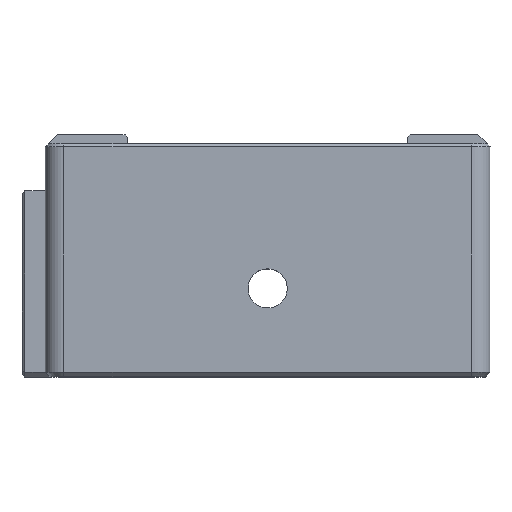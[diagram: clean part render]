
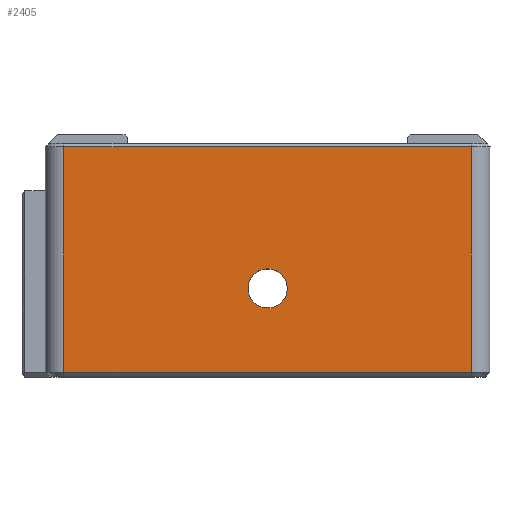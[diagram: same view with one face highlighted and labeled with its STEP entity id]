
A CAD part, top view. The second image highlights one B-rep face of the part: STEP entity #2405.
In plain terms, the highlighted planar face has unit normal (0, 0, 1).
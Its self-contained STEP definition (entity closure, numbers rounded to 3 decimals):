
#17 = VECTOR ( 'NONE', #436, 1000. ) ;
#50 = AXIS2_PLACEMENT_3D ( 'NONE', #1135, #856, #456 ) ;
#65 = CIRCLE ( 'NONE', #1282, 2.1 ) ;
#84 = LINE ( 'NONE', #3543, #17 ) ;
#127 = DIRECTION ( 'NONE',  ( 0., 0., -1. ) ) ;
#128 = VECTOR ( 'NONE', #3320, 1000. ) ;
#168 = FACE_BOUND ( 'NONE', #3746, .T. ) ;
#290 = LINE ( 'NONE', #3055, #3232 ) ;
#293 = AXIS2_PLACEMENT_3D ( 'NONE', #2587, #127, #1177 ) ;
#436 = DIRECTION ( 'NONE',  ( 1., 0., 0. ) ) ;
#456 = DIRECTION ( 'NONE',  ( -1., 0., 0. ) ) ;
#460 = CARTESIAN_POINT ( 'NONE',  ( 23.657, 6.5, -349. ) ) ;
#856 = DIRECTION ( 'NONE',  ( 0., 0., 1. ) ) ;
#897 = CARTESIAN_POINT ( 'NONE',  ( 19.457, 6.5, -349. ) ) ;
#1120 = DIRECTION ( 'NONE',  ( 0., -1., 0. ) ) ;
#1135 = CARTESIAN_POINT ( 'NONE',  ( -2.493, 22., -349. ) ) ;
#1177 = DIRECTION ( 'NONE',  ( -1., 0., 0. ) ) ;
#1179 = EDGE_CURVE ( 'NONE', #1998, #4263, #2485, .T. ) ;
#1282 = AXIS2_PLACEMENT_3D ( 'NONE', #2274, #3756, #3330 ) ;
#1304 = VERTEX_POINT ( 'NONE', #460 ) ;
#1364 = CIRCLE ( 'NONE', #293, 2.1 ) ;
#1399 = EDGE_CURVE ( 'NONE', #4380, #1304, #65, .T. ) ;
#1472 = CARTESIAN_POINT ( 'NONE',  ( 43.407, 21.7, -349. ) ) ;
#1506 = EDGE_CURVE ( 'NONE', #4263, #3629, #2627, .T. ) ;
#1653 = CARTESIAN_POINT ( 'NONE',  ( -0.293, -2.5, -349. ) ) ;
#1908 = ORIENTED_EDGE ( 'NONE', *, *, #3400, .F. ) ;
#1998 = VERTEX_POINT ( 'NONE', #1472 ) ;
#2023 = ORIENTED_EDGE ( 'NONE', *, *, #1506, .F. ) ;
#2274 = CARTESIAN_POINT ( 'NONE',  ( 21.557, 6.5, -349. ) ) ;
#2405 = ADVANCED_FACE ( 'NONE', ( #168, #3992 ), #4315, .T. ) ;
#2485 = LINE ( 'NONE', #3804, #3483 ) ;
#2528 = VERTEX_POINT ( 'NONE', #3841 ) ;
#2587 = CARTESIAN_POINT ( 'NONE',  ( 21.557, 6.5, -349. ) ) ;
#2627 = LINE ( 'NONE', #2979, #128 ) ;
#2633 = EDGE_LOOP ( 'NONE', ( #2023, #4005, #3428, #1908 ) ) ;
#2759 = ORIENTED_EDGE ( 'NONE', *, *, #3216, .T. ) ;
#2823 = ORIENTED_EDGE ( 'NONE', *, *, #1399, .T. ) ;
#2979 = CARTESIAN_POINT ( 'NONE',  ( -2.493, -2.5, -349. ) ) ;
#3012 = DIRECTION ( 'NONE',  ( 0., 1., 0. ) ) ;
#3055 = CARTESIAN_POINT ( 'NONE',  ( -0.293, 22., -349. ) ) ;
#3216 = EDGE_CURVE ( 'NONE', #1304, #4380, #1364, .T. ) ;
#3232 = VECTOR ( 'NONE', #3012, 1000. ) ;
#3320 = DIRECTION ( 'NONE',  ( -1., 0., 0. ) ) ;
#3330 = DIRECTION ( 'NONE',  ( -1., 0., 0. ) ) ;
#3400 = EDGE_CURVE ( 'NONE', #3629, #2528, #290, .T. ) ;
#3428 = ORIENTED_EDGE ( 'NONE', *, *, #3539, .F. ) ;
#3483 = VECTOR ( 'NONE', #1120, 1000. ) ;
#3539 = EDGE_CURVE ( 'NONE', #2528, #1998, #84, .T. ) ;
#3543 = CARTESIAN_POINT ( 'NONE',  ( -2.493, 21.7, -349. ) ) ;
#3629 = VERTEX_POINT ( 'NONE', #1653 ) ;
#3746 = EDGE_LOOP ( 'NONE', ( #2759, #2823 ) ) ;
#3756 = DIRECTION ( 'NONE',  ( 0., 0., -1. ) ) ;
#3804 = CARTESIAN_POINT ( 'NONE',  ( 43.407, 22., -349. ) ) ;
#3841 = CARTESIAN_POINT ( 'NONE',  ( -0.293, 21.7, -349. ) ) ;
#3992 = FACE_OUTER_BOUND ( 'NONE', #2633, .T. ) ;
#3994 = CARTESIAN_POINT ( 'NONE',  ( 43.407, -2.5, -349. ) ) ;
#4005 = ORIENTED_EDGE ( 'NONE', *, *, #1179, .F. ) ;
#4263 = VERTEX_POINT ( 'NONE', #3994 ) ;
#4315 = PLANE ( 'NONE',  #50 ) ;
#4380 = VERTEX_POINT ( 'NONE', #897 ) ;
